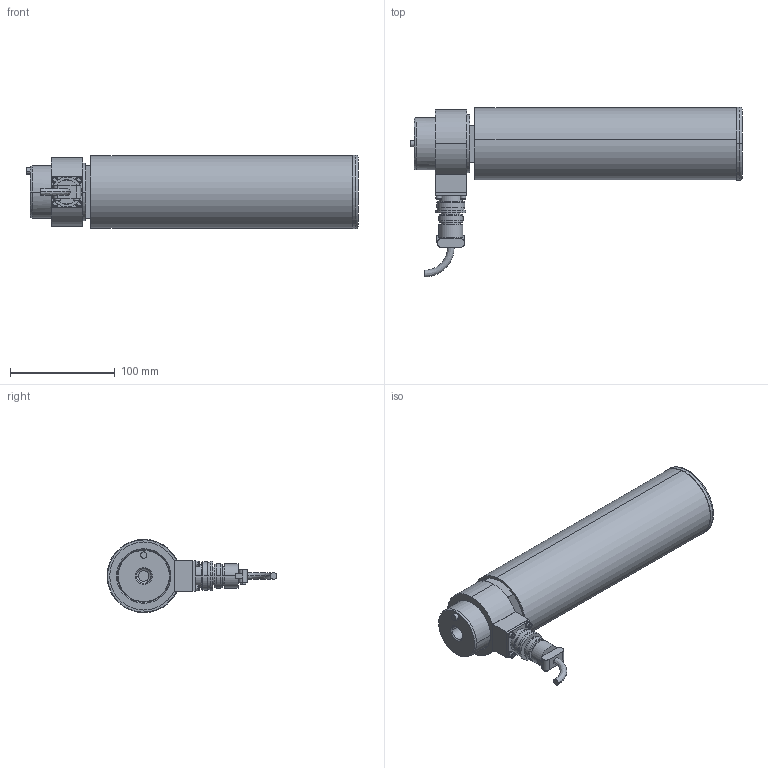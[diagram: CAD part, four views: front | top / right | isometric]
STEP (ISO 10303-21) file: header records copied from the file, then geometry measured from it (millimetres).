
FILE_DESCRIPTION((''),'2;1');
FILE_NAME('47702_C.stp','2020-02-19T11:55:30',(''),(''),'Mechanical Desktop 2009','Mechanical Desktop 2009',', , ');
FILE_SCHEMA(('CONFIG_CONTROL_DESIGN'));
Length unit declared in the file: millimetre
Products named in the file (24): ZEICHNUNG2; 47702_stp_A; 47726-04_stp_01; 49408_01; 47708_H15; 47679_01; 49026_01; FLANSCHDOSE_14S-2P_4-POLIG; 51458_01; Si-Ring DIN472_D55x2; Federringe_DIN127A_M03; Zyl-Schr DIN912_M3x25; Lamellenstopfen_D_070; RKL_6006_01; TEIL1; TEIL2; TEIL3; TEIL4; TEIL5; TEIL6; SPANNSTIFT_6X12; SPANNSTIFT_6X12A; RM_SDB; Spannstift_ISO13337_D06x12
Assembly tree (32 placements, depth 4):
  ZEICHNUNG2
    47702_stp_A
      47726-04_stp_01
      49408_01
      47708_H15
      47679_01
      49026_01
      FLANSCHDOSE_14S-2P_4-POLIG
      51458_01
      Si-Ring DIN472_D55x2  x2
      Federringe_DIN127A_M03  x4
      Zyl-Schr DIN912_M3x25  x4
      Lamellenstopfen_D_070
      RKL_6006_01  x2
        TEIL1
        TEIL2
        TEIL3
        TEIL4
        TEIL5
        TEIL6
      SPANNSTIFT_6X12
        SPANNSTIFT_6X12A
    RM_SDB  x3
  Spannstift_ISO13337_D06x12
Bounding box: 317 x 162.15 x 70 mm (x, y, z)
Volume: 629571.4 mm3; surface area: 236682.6 mm2
Topology: 31 solids, 31 shells, 589 faces, 1356 edges, 838 vertices
Faces by surface type: cylinder 259, plane 170, torus 70, cone 68, sphere 16, bspline 6
Entity records: 15091 total; most frequent: CARTESIAN_POINT 2958, DIRECTION 2535, ORIENTED_EDGE 2018, AXIS2_PLACEMENT_3D 1064, EDGE_CURVE 1009, VERTEX_POINT 636, CIRCLE 572, EDGE_LOOP 549
